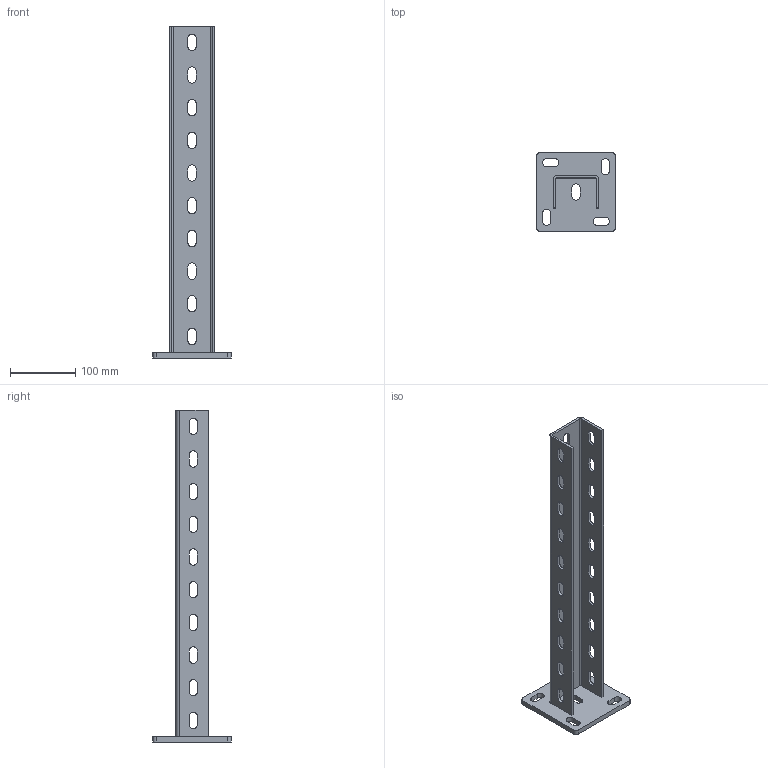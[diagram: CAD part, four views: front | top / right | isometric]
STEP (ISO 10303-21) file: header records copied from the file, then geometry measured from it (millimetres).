
FILE_DESCRIPTION (( 'STEP AP214' ), '1' );
FILE_NAME ('Äåòàë__500.STEP', '2023-04-03T10:42:59', ( '' ), ( '' ), 'SwSTEP 2.0', 'SolidWorks 2022', '' );
FILE_SCHEMA (( 'AUTOMOTIVE_DESIGN' ));
Length unit declared in the file: millimetre
Products named in the file (1): Детал__500
Bounding box: 120 x 120 x 508 mm (x, y, z)
Volume: 387526.1 mm3; surface area: 185850.2 mm2
Topology: 1 solids, 1 shells, 195 faces, 576 edges, 384 vertices
Faces by surface type: cylinder 110, plane 85
Entity records: 6764 total; most frequent: DIRECTION 1188, CARTESIAN_POINT 1156, ORIENTED_EDGE 1152, EDGE_CURVE 576, AXIS2_PLACEMENT_3D 416, VERTEX_POINT 384, VECTOR 356, LINE 356
